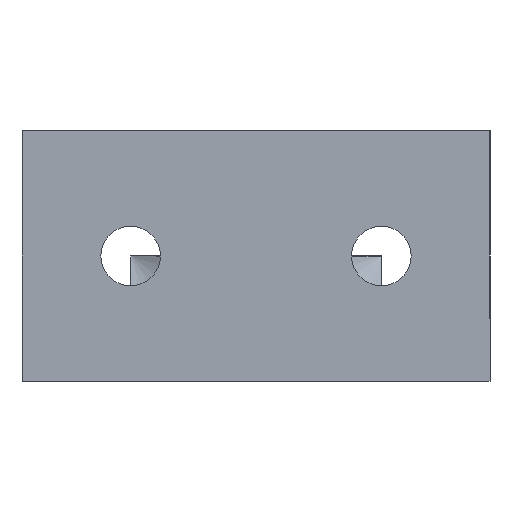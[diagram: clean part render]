
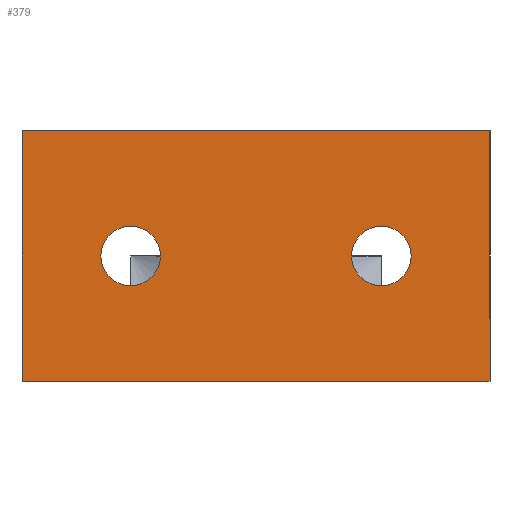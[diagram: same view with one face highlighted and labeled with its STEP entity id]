
A CAD part, front view. The second image highlights one B-rep face of the part: STEP entity #379.
In plain terms, the highlighted planar face has unit normal (0, -1, 0).
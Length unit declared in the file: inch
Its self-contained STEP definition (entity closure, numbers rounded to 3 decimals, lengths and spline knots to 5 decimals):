
#1 = CIRCLE ( 'NONE', #92, 0.0445 ) ;
#25 = DIRECTION ( 'NONE',  ( 0., -1., 0. ) ) ;
#29 = CARTESIAN_POINT ( 'NONE',  ( 0.1875, 0., 0. ) ) ;
#35 = LINE ( 'NONE', #686, #285 ) ;
#41 = LINE ( 'NONE', #110, #187 ) ;
#66 = CARTESIAN_POINT ( 'NONE',  ( -0.1875, 0., 0. ) ) ;
#69 = VERTEX_POINT ( 'NONE', #370 ) ;
#71 = EDGE_CURVE ( 'NONE', #94, #69, #236, .T. ) ;
#74 = CARTESIAN_POINT ( 'NONE',  ( 0.1875, 0., -0.0445 ) ) ;
#92 = AXIS2_PLACEMENT_3D ( 'NONE', #29, #682, #443 ) ;
#94 = VERTEX_POINT ( 'NONE', #129 ) ;
#106 = ORIENTED_EDGE ( 'NONE', *, *, #288, .F. ) ;
#107 = DIRECTION ( 'NONE',  ( 0., 0., -1. ) ) ;
#110 = CARTESIAN_POINT ( 'NONE',  ( -0.35, 0., 0.1875 ) ) ;
#121 = DIRECTION ( 'NONE',  ( 0., 0., -1. ) ) ;
#129 = CARTESIAN_POINT ( 'NONE',  ( -0.1875, 0., -0.0445 ) ) ;
#143 = VERTEX_POINT ( 'NONE', #465 ) ;
#167 = DIRECTION ( 'NONE',  ( 0., 0., 1. ) ) ;
#181 = LINE ( 'NONE', #355, #615 ) ;
#187 = VECTOR ( 'NONE', #167, 39.37008 ) ;
#196 = VERTEX_POINT ( 'NONE', #205 ) ;
#198 = CARTESIAN_POINT ( 'NONE',  ( -0.35, 0., 0.1875 ) ) ;
#205 = CARTESIAN_POINT ( 'NONE',  ( 0.35, 0., -0.1875 ) ) ;
#216 = ORIENTED_EDGE ( 'NONE', *, *, #298, .F. ) ;
#217 = DIRECTION ( 'NONE',  ( 0., -1., 0. ) ) ;
#236 = CIRCLE ( 'NONE', #671, 0.0445 ) ;
#238 = DIRECTION ( 'NONE',  ( 0., 0., -1. ) ) ;
#252 = EDGE_LOOP ( 'NONE', ( #553, #737 ) ) ;
#260 = DIRECTION ( 'NONE',  ( 0., 0., -1. ) ) ;
#276 = FACE_OUTER_BOUND ( 'NONE', #551, .T. ) ;
#285 = VECTOR ( 'NONE', #689, 39.37008 ) ;
#288 = EDGE_CURVE ( 'NONE', #143, #539, #41, .T. ) ;
#298 = EDGE_CURVE ( 'NONE', #196, #143, #35, .T. ) ;
#312 = AXIS2_PLACEMENT_3D ( 'NONE', #512, #335, #121 ) ;
#323 = AXIS2_PLACEMENT_3D ( 'NONE', #376, #25, #260 ) ;
#335 = DIRECTION ( 'NONE',  ( 0., -1., 0. ) ) ;
#355 = CARTESIAN_POINT ( 'NONE',  ( -0.35, 0., 0.1875 ) ) ;
#370 = CARTESIAN_POINT ( 'NONE',  ( -0.1875, 0., 0.0445 ) ) ;
#372 = VERTEX_POINT ( 'NONE', #569 ) ;
#376 = CARTESIAN_POINT ( 'NONE',  ( 0.1875, 0., 0. ) ) ;
#379 = ADVANCED_FACE ( 'NONE', ( #449, #573, #276 ), #511, .T. ) ;
#409 = CIRCLE ( 'NONE', #312, 0.0445 ) ;
#429 = VERTEX_POINT ( 'NONE', #562 ) ;
#436 = ORIENTED_EDGE ( 'NONE', *, *, #564, .F. ) ;
#437 = EDGE_CURVE ( 'NONE', #744, #429, #468, .T. ) ;
#438 = LINE ( 'NONE', #523, #739 ) ;
#443 = DIRECTION ( 'NONE',  ( 0., 0., -1. ) ) ;
#449 = FACE_BOUND ( 'NONE', #252, .T. ) ;
#452 = EDGE_CURVE ( 'NONE', #429, #744, #1, .T. ) ;
#465 = CARTESIAN_POINT ( 'NONE',  ( -0.35, 0., -0.1875 ) ) ;
#468 = CIRCLE ( 'NONE', #323, 0.0445 ) ;
#511 = PLANE ( 'NONE',  #695 ) ;
#512 = CARTESIAN_POINT ( 'NONE',  ( -0.1875, 0., 0. ) ) ;
#523 = CARTESIAN_POINT ( 'NONE',  ( 0.35, 0., 0.1875 ) ) ;
#538 = DIRECTION ( 'NONE',  ( 1., 0., 0. ) ) ;
#539 = VERTEX_POINT ( 'NONE', #198 ) ;
#540 = DIRECTION ( 'NONE',  ( 0., -1., 0. ) ) ;
#551 = EDGE_LOOP ( 'NONE', ( #577, #623, #106, #216 ) ) ;
#553 = ORIENTED_EDGE ( 'NONE', *, *, #437, .F. ) ;
#555 = EDGE_CURVE ( 'NONE', #372, #196, #438, .T. ) ;
#557 = EDGE_LOOP ( 'NONE', ( #731, #436 ) ) ;
#562 = CARTESIAN_POINT ( 'NONE',  ( 0.1875, 0., 0.0445 ) ) ;
#564 = EDGE_CURVE ( 'NONE', #69, #94, #409, .T. ) ;
#569 = CARTESIAN_POINT ( 'NONE',  ( 0.35, 0., 0.1875 ) ) ;
#573 = FACE_BOUND ( 'NONE', #557, .T. ) ;
#577 = ORIENTED_EDGE ( 'NONE', *, *, #555, .F. ) ;
#615 = VECTOR ( 'NONE', #538, 39.37008 ) ;
#623 = ORIENTED_EDGE ( 'NONE', *, *, #709, .F. ) ;
#644 = DIRECTION ( 'NONE',  ( 0., 0., -1. ) ) ;
#671 = AXIS2_PLACEMENT_3D ( 'NONE', #66, #540, #238 ) ;
#682 = DIRECTION ( 'NONE',  ( 0., -1., 0. ) ) ;
#686 = CARTESIAN_POINT ( 'NONE',  ( -0.35, 0., -0.1875 ) ) ;
#689 = DIRECTION ( 'NONE',  ( -1., 0., 0. ) ) ;
#695 = AXIS2_PLACEMENT_3D ( 'NONE', #746, #217, #107 ) ;
#709 = EDGE_CURVE ( 'NONE', #539, #372, #181, .T. ) ;
#731 = ORIENTED_EDGE ( 'NONE', *, *, #71, .F. ) ;
#737 = ORIENTED_EDGE ( 'NONE', *, *, #452, .F. ) ;
#739 = VECTOR ( 'NONE', #644, 39.37008 ) ;
#744 = VERTEX_POINT ( 'NONE', #74 ) ;
#746 = CARTESIAN_POINT ( 'NONE',  ( 0., 0., 0. ) ) ;
